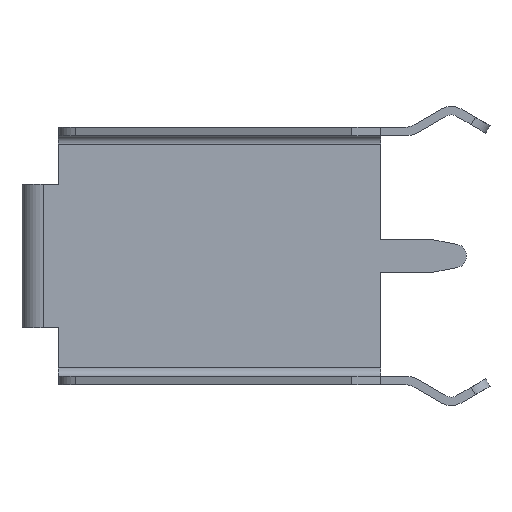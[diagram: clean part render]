
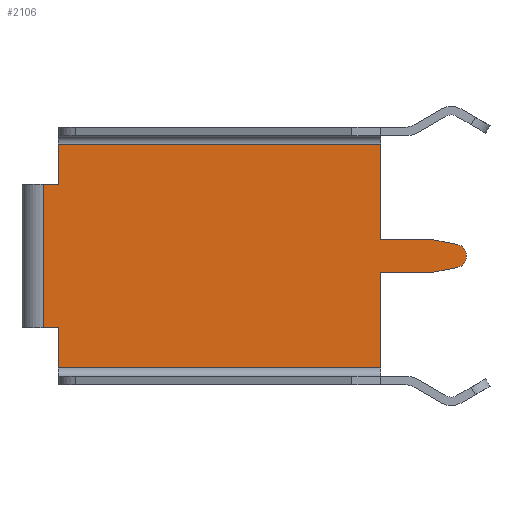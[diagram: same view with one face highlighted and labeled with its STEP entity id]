
A CAD part, left-side view. The second image highlights one B-rep face of the part: STEP entity #2106.
In plain terms, the highlighted planar face has unit normal (-1, 0, 0).
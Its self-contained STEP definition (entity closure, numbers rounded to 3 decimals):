
#4 = LINE ( 'NONE', #773, #2236 ) ;
#7 = EDGE_CURVE ( 'NONE', #1178, #498, #1924, .T. ) ;
#22 = CIRCLE ( 'NONE', #346, 0.381 ) ;
#26 = CARTESIAN_POINT ( 'NONE',  ( 6.045, 11.963, -6.807 ) ) ;
#80 = ORIENTED_EDGE ( 'NONE', *, *, #1755, .T. ) ;
#85 = EDGE_CURVE ( 'NONE', #2021, #562, #735, .T. ) ;
#94 = VERTEX_POINT ( 'NONE', #1505 ) ;
#98 = DIRECTION ( 'NONE',  ( 0., 0., 1. ) ) ;
#125 = CARTESIAN_POINT ( 'NONE',  ( 6.045, 0., -4.839 ) ) ;
#130 = ORIENTED_EDGE ( 'NONE', *, *, #161, .T. ) ;
#133 = LINE ( 'NONE', #741, #2287 ) ;
#143 = VERTEX_POINT ( 'NONE', #2133 ) ;
#161 = EDGE_CURVE ( 'NONE', #562, #1533, #749, .T. ) ;
#168 = DIRECTION ( 'NONE',  ( 0., 1., 0. ) ) ;
#177 = EDGE_CURVE ( 'NONE', #439, #2021, #561, .T. ) ;
#194 = DIRECTION ( 'NONE',  ( 0., -1., 0. ) ) ;
#227 = EDGE_CURVE ( 'NONE', #94, #143, #617, .T. ) ;
#252 = CARTESIAN_POINT ( 'NONE',  ( 6.045, -2.74, -3.861 ) ) ;
#293 = VERTEX_POINT ( 'NONE', #1187 ) ;
#322 = DIRECTION ( 'NONE',  ( 0., -0.982, 0.191 ) ) ;
#340 = CARTESIAN_POINT ( 'NONE',  ( 6.045, 11.43, -1.727 ) ) ;
#341 = VECTOR ( 'NONE', #194, 1000. ) ;
#346 = AXIS2_PLACEMENT_3D ( 'NONE', #2460, #947, #2486 ) ;
#347 = ORIENTED_EDGE ( 'NONE', *, *, #85, .T. ) ;
#364 = LINE ( 'NONE', #994, #1597 ) ;
#372 = DIRECTION ( 'NONE',  ( 0., 1., 0. ) ) ;
#401 = DIRECTION ( 'NONE',  ( 0., 0., -1. ) ) ;
#439 = VERTEX_POINT ( 'NONE', #505 ) ;
#455 = CARTESIAN_POINT ( 'NONE',  ( 6.045, -2.74, -4.674 ) ) ;
#480 = CARTESIAN_POINT ( 'NONE',  ( 6.045, 11.963, -1.727 ) ) ;
#498 = VERTEX_POINT ( 'NONE', #771 ) ;
#505 = CARTESIAN_POINT ( 'NONE',  ( 6.045, 0., -0.305 ) ) ;
#523 = DIRECTION ( 'NONE',  ( -1., 0., 0. ) ) ;
#561 = LINE ( 'NONE', #774, #1313 ) ;
#562 = VERTEX_POINT ( 'NONE', #340 ) ;
#573 = CARTESIAN_POINT ( 'NONE',  ( 6.045, 11.43, -0.305 ) ) ;
#578 = CARTESIAN_POINT ( 'NONE',  ( 6.045, 0., -8.23 ) ) ;
#580 = LINE ( 'NONE', #1011, #1751 ) ;
#617 = LINE ( 'NONE', #252, #1759 ) ;
#624 = VERTEX_POINT ( 'NONE', #578 ) ;
#648 = ORIENTED_EDGE ( 'NONE', *, *, #1422, .T. ) ;
#652 = CARTESIAN_POINT ( 'NONE',  ( 6.045, 0., -0.305 ) ) ;
#664 = LINE ( 'NONE', #652, #1279 ) ;
#717 = CARTESIAN_POINT ( 'NONE',  ( 6.045, 11.43, -0.305 ) ) ;
#728 = LINE ( 'NONE', #2281, #2477 ) ;
#735 = LINE ( 'NONE', #573, #1800 ) ;
#741 = CARTESIAN_POINT ( 'NONE',  ( 6.045, 11.43, -0.305 ) ) ;
#749 = LINE ( 'NONE', #1900, #1761 ) ;
#762 = CARTESIAN_POINT ( 'NONE',  ( 6.045, 11.43, -8.23 ) ) ;
#771 = CARTESIAN_POINT ( 'NONE',  ( 6.045, -3.048, -4.3 ) ) ;
#773 = CARTESIAN_POINT ( 'NONE',  ( 6.045, 11.43, -3.696 ) ) ;
#774 = CARTESIAN_POINT ( 'NONE',  ( 6.045, 11.43, -0.305 ) ) ;
#803 = ORIENTED_EDGE ( 'NONE', *, *, #1871, .T. ) ;
#901 = ORIENTED_EDGE ( 'NONE', *, *, #177, .T. ) ;
#932 = EDGE_CURVE ( 'NONE', #498, #1189, #974, .T. ) ;
#947 = DIRECTION ( 'NONE',  ( -1., 0., 0. ) ) ;
#956 = VERTEX_POINT ( 'NONE', #26 ) ;
#974 = LINE ( 'NONE', #1185, #1973 ) ;
#994 = CARTESIAN_POINT ( 'NONE',  ( 6.045, 11.963, -0.305 ) ) ;
#998 = DIRECTION ( 'NONE',  ( 0., -1., 0. ) ) ;
#1011 = CARTESIAN_POINT ( 'NONE',  ( 6.045, 0., -0.305 ) ) ;
#1037 = CARTESIAN_POINT ( 'NONE',  ( 6.045, -1.89, -4.839 ) ) ;
#1102 = EDGE_LOOP ( 'NONE', ( #2155, #803, #1587, #901, #347, #130, #2376, #80, #2040, #1762, #1376, #648, #2328, #1245, #2057, #1849 ) ) ;
#1109 = DIRECTION ( 'NONE',  ( 0., 0., 1. ) ) ;
#1117 = VERTEX_POINT ( 'NONE', #1037 ) ;
#1166 = EDGE_CURVE ( 'NONE', #624, #2192, #664, .T. ) ;
#1178 = VERTEX_POINT ( 'NONE', #455 ) ;
#1182 = CARTESIAN_POINT ( 'NONE',  ( 6.045, 11.43, -4.839 ) ) ;
#1185 = CARTESIAN_POINT ( 'NONE',  ( 6.045, -3.048, -0.305 ) ) ;
#1187 = CARTESIAN_POINT ( 'NONE',  ( 6.045, 11.43, -6.807 ) ) ;
#1189 = VERTEX_POINT ( 'NONE', #1810 ) ;
#1203 = EDGE_CURVE ( 'NONE', #293, #2126, #133, .T. ) ;
#1213 = DIRECTION ( 'NONE',  ( 0., 0., 1. ) ) ;
#1227 = DIRECTION ( 'NONE',  ( 0., 0.982, 0.191 ) ) ;
#1245 = ORIENTED_EDGE ( 'NONE', *, *, #7, .T. ) ;
#1251 = DIRECTION ( 'NONE',  ( 0., -1., 0. ) ) ;
#1272 = CARTESIAN_POINT ( 'NONE',  ( 6.045, 11.43, -0.305 ) ) ;
#1279 = VECTOR ( 'NONE', #98, 1000. ) ;
#1288 = DIRECTION ( 'NONE',  ( 0., 0., -1. ) ) ;
#1297 = CARTESIAN_POINT ( 'NONE',  ( 6.045, 11.963, -6.807 ) ) ;
#1304 = VECTOR ( 'NONE', #998, 1000. ) ;
#1313 = VECTOR ( 'NONE', #372, 1000. ) ;
#1336 = FACE_OUTER_BOUND ( 'NONE', #1102, .T. ) ;
#1374 = DIRECTION ( 'NONE',  ( 0., 1., 0. ) ) ;
#1376 = ORIENTED_EDGE ( 'NONE', *, *, #1166, .T. ) ;
#1391 = VERTEX_POINT ( 'NONE', #2332 ) ;
#1422 = EDGE_CURVE ( 'NONE', #2192, #1117, #1986, .T. ) ;
#1449 = CARTESIAN_POINT ( 'NONE',  ( 6.045, 11.43, -8.23 ) ) ;
#1452 = CARTESIAN_POINT ( 'NONE',  ( 6.045, -2.667, -4.3 ) ) ;
#1497 = DIRECTION ( 'NONE',  ( 0., 0., -1. ) ) ;
#1505 = CARTESIAN_POINT ( 'NONE',  ( 6.045, -2.74, -3.861 ) ) ;
#1518 = AXIS2_PLACEMENT_3D ( 'NONE', #1452, #523, #1288 ) ;
#1533 = VERTEX_POINT ( 'NONE', #480 ) ;
#1587 = ORIENTED_EDGE ( 'NONE', *, *, #1802, .T. ) ;
#1597 = VECTOR ( 'NONE', #401, 1000. ) ;
#1599 = EDGE_CURVE ( 'NONE', #1117, #1178, #728, .T. ) ;
#1751 = VECTOR ( 'NONE', #1940, 1000. ) ;
#1755 = EDGE_CURVE ( 'NONE', #956, #293, #1927, .T. ) ;
#1759 = VECTOR ( 'NONE', #1227, 1000. ) ;
#1761 = VECTOR ( 'NONE', #168, 1000. ) ;
#1762 = ORIENTED_EDGE ( 'NONE', *, *, #1906, .T. ) ;
#1800 = VECTOR ( 'NONE', #2109, 1000. ) ;
#1802 = EDGE_CURVE ( 'NONE', #1391, #439, #580, .T. ) ;
#1810 = CARTESIAN_POINT ( 'NONE',  ( 6.045, -3.048, -4.235 ) ) ;
#1849 = ORIENTED_EDGE ( 'NONE', *, *, #2102, .T. ) ;
#1871 = EDGE_CURVE ( 'NONE', #143, #1391, #4, .T. ) ;
#1879 = AXIS2_PLACEMENT_3D ( 'NONE', #717, #1883, #1109 ) ;
#1883 = DIRECTION ( 'NONE',  ( -1., 0., 0. ) ) ;
#1900 = CARTESIAN_POINT ( 'NONE',  ( 6.045, 11.963, -1.727 ) ) ;
#1906 = EDGE_CURVE ( 'NONE', #2126, #624, #2197, .T. ) ;
#1924 = CIRCLE ( 'NONE', #1518, 0.381 ) ;
#1927 = LINE ( 'NONE', #1297, #341 ) ;
#1940 = DIRECTION ( 'NONE',  ( 0., 0., 1. ) ) ;
#1973 = VECTOR ( 'NONE', #1213, 1000. ) ;
#1986 = LINE ( 'NONE', #1182, #1304 ) ;
#2021 = VERTEX_POINT ( 'NONE', #1272 ) ;
#2040 = ORIENTED_EDGE ( 'NONE', *, *, #1203, .T. ) ;
#2043 = VECTOR ( 'NONE', #1251, 1000. ) ;
#2057 = ORIENTED_EDGE ( 'NONE', *, *, #932, .T. ) ;
#2102 = EDGE_CURVE ( 'NONE', #1189, #94, #22, .T. ) ;
#2106 = ADVANCED_FACE ( 'NONE', ( #1336 ), #2246, .T. ) ;
#2109 = DIRECTION ( 'NONE',  ( 0., 0., -1. ) ) ;
#2126 = VERTEX_POINT ( 'NONE', #762 ) ;
#2133 = CARTESIAN_POINT ( 'NONE',  ( 6.045, -1.89, -3.696 ) ) ;
#2155 = ORIENTED_EDGE ( 'NONE', *, *, #227, .T. ) ;
#2192 = VERTEX_POINT ( 'NONE', #125 ) ;
#2197 = LINE ( 'NONE', #1449, #2043 ) ;
#2236 = VECTOR ( 'NONE', #1374, 1000. ) ;
#2246 = PLANE ( 'NONE',  #1879 ) ;
#2281 = CARTESIAN_POINT ( 'NONE',  ( 6.045, -1.89, -4.839 ) ) ;
#2287 = VECTOR ( 'NONE', #1497, 1000. ) ;
#2328 = ORIENTED_EDGE ( 'NONE', *, *, #1599, .T. ) ;
#2332 = CARTESIAN_POINT ( 'NONE',  ( 6.045, 0., -3.696 ) ) ;
#2376 = ORIENTED_EDGE ( 'NONE', *, *, #2404, .T. ) ;
#2404 = EDGE_CURVE ( 'NONE', #1533, #956, #364, .T. ) ;
#2460 = CARTESIAN_POINT ( 'NONE',  ( 6.045, -2.667, -4.235 ) ) ;
#2477 = VECTOR ( 'NONE', #322, 1000. ) ;
#2486 = DIRECTION ( 'NONE',  ( 0., 0., -1. ) ) ;
